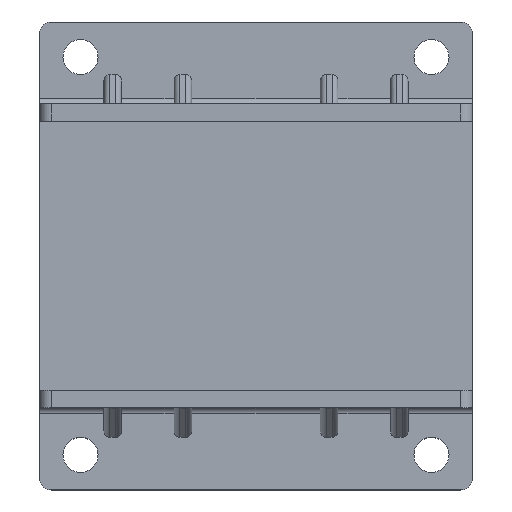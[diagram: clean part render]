
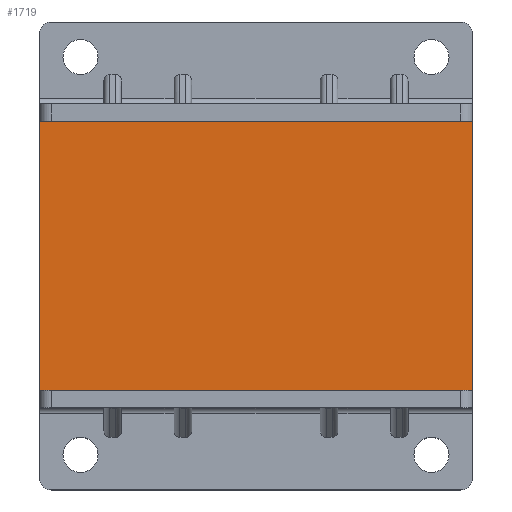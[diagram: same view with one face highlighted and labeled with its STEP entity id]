
A CAD part, top view. The second image highlights one B-rep face of the part: STEP entity #1719.
In plain terms, the highlighted planar face has unit normal (0, 0, 1).
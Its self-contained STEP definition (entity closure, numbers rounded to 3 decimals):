
#157=LINE('',#2767,#307);
#200=LINE('',#2921,#350);
#211=LINE('',#2944,#361);
#212=LINE('',#2946,#362);
#307=VECTOR('',#2224,1000.);
#350=VECTOR('',#2387,1000.);
#361=VECTOR('',#2406,1000.);
#362=VECTOR('',#2409,1000.);
#411=PLANE('',#1914);
#794=ORIENTED_EDGE('',*,*,#1152,.F.);
#795=ORIENTED_EDGE('',*,*,#1138,.T.);
#796=ORIENTED_EDGE('',*,*,#1057,.F.);
#797=ORIENTED_EDGE('',*,*,#1151,.T.);
#1057=EDGE_CURVE('',#1274,#1275,#157,.T.);
#1138=EDGE_CURVE('',#1323,#1275,#200,.T.);
#1151=EDGE_CURVE('',#1274,#1333,#211,.T.);
#1152=EDGE_CURVE('',#1323,#1333,#212,.T.);
#1274=VERTEX_POINT('',#2766);
#1275=VERTEX_POINT('',#2768);
#1323=VERTEX_POINT('',#2911);
#1333=VERTEX_POINT('',#2943);
#1471=EDGE_LOOP('',(#794,#795,#796,#797));
#1583=FACE_BOUND('',#1471,.T.);
#1719=ADVANCED_FACE('',(#1583),#411,.T.);
#1914=AXIS2_PLACEMENT_3D('',#2945,#2407,#2408);
#2224=DIRECTION('',(1.,0.,0.));
#2387=DIRECTION('',(0.,1.,0.));
#2406=DIRECTION('',(0.,-1.,0.));
#2407=DIRECTION('',(0.,0.,1.));
#2408=DIRECTION('',(1.,0.,0.));
#2409=DIRECTION('',(-1.,0.,0.));
#2766=CARTESIAN_POINT('',(-37.,23.,-1.017));
#2767=CARTESIAN_POINT('',(-40.,23.,-1.017));
#2768=CARTESIAN_POINT('',(37.,23.,-1.017));
#2911=CARTESIAN_POINT('',(37.,-23.,-1.017));
#2921=CARTESIAN_POINT('',(37.,-37.,-1.017));
#2943=CARTESIAN_POINT('',(-37.,-23.,-1.017));
#2944=CARTESIAN_POINT('',(-37.,37.,-1.017));
#2945=CARTESIAN_POINT('',(0.,0.,-1.017));
#2946=CARTESIAN_POINT('',(40.,-23.,-1.017));
